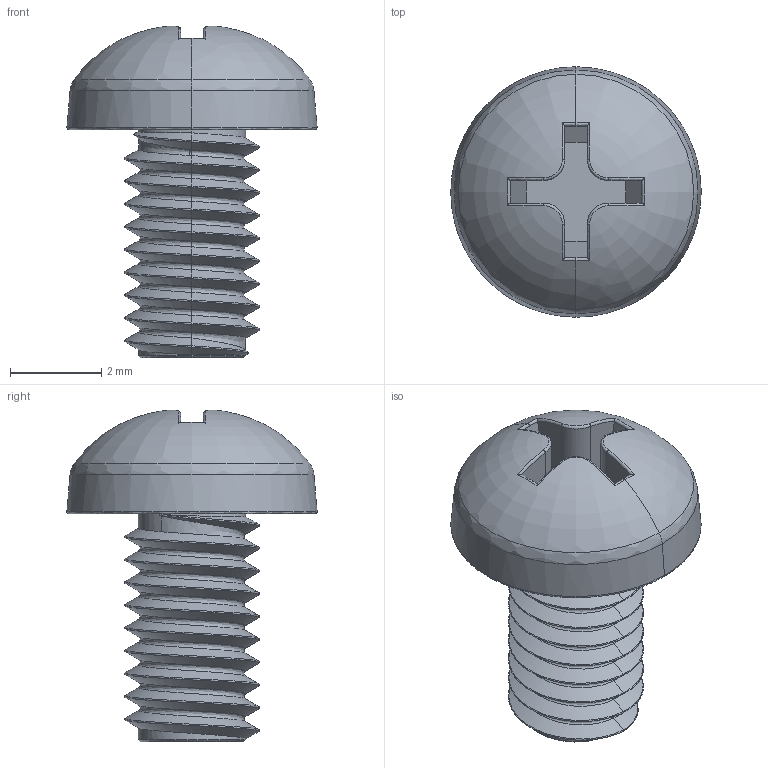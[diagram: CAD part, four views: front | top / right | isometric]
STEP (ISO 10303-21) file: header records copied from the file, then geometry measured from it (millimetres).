
FILE_DESCRIPTION(/* description */ (''),/* implementation_level */ '2;1');
FILE_NAME(/* name */ 'Screw_M3X5.stp',/* time_stamp */ '2014-10-07T06:56:17+09:00',/* author */ (''),/* organization */ (''),/* preprocessor_version */ 'ST-DEVELOPER v15.6',/* originating_system */ 'Autodesk Inventor 2015',/* authorisation */ '');
FILE_SCHEMA (('CONFIG_CONTROL_DESIGN'));
Length unit declared in the file: millimetre
Products named in the file (1): M3X5_08_Shell
Bounding box: 5.49 x 5.49 x 7.28 mm (x, y, z)
Volume: 60.1 mm3; surface area: 156.9 mm2
Topology: 1 solids, 1 shells, 96 faces, 230 edges, 137 vertices
Faces by surface type: bspline 87, plane 5, cylinder 4
Entity records: 7880 total; most frequent: CARTESIAN_POINT 6089, ORIENTED_EDGE 460, EDGE_CURVE 230, DIRECTION 169, VERTEX_POINT 137, EDGE_LOOP 97, FACE_OUTER_BOUND 96, ADVANCED_FACE 96
